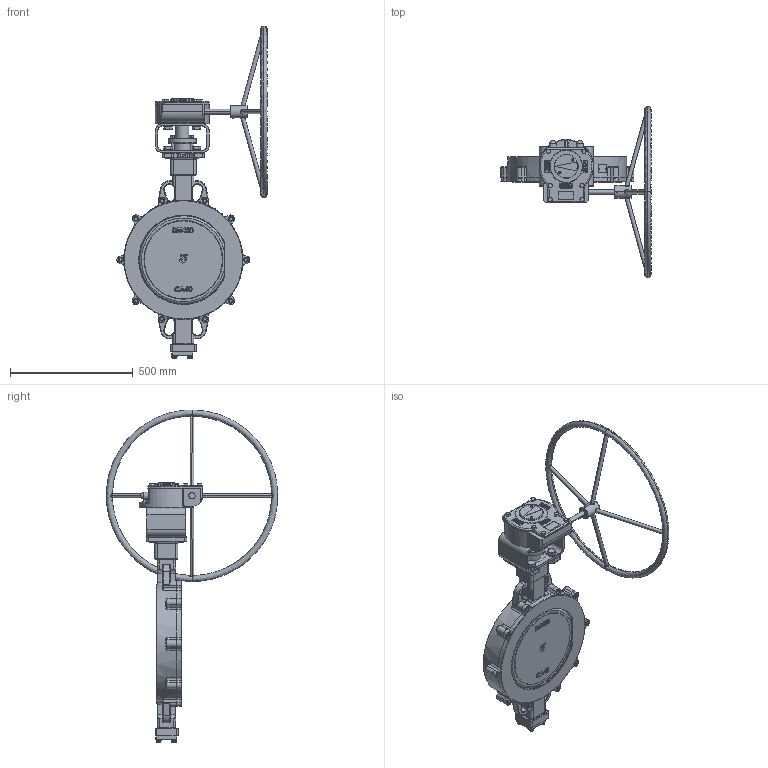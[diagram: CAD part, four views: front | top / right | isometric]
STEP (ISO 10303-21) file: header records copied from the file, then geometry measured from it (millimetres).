
FILE_DESCRIPTION(('HOOPS Exchange Step'),'2;1');
FILE_NAME('AK11_DN400_PN10-40-ANSI150_Getriebe.stp','2024-11-22T10:06:41+01:00',('nieru'),('Unknown organisation'),'HOOPS Exchange 2024.2','HOOPS Exchange','Unknown authorisation');
FILE_SCHEMA( ('AP203_CONFIGURATION_CONTROLLED_3D_DESIGN_OF_MECHANICAL_PARTS_AND_ASSEMBLIES_MIM_LF') );
Length unit declared in the file: millimetre
Products named in the file (14): 0; root
Assembly tree (13 placements, depth 4):
  root
    0
      0
      0
    0
      0
      0
      0
      0
        0
        0
        0
      0
        0
Bounding box: 612.2 x 698.07 x 1354.6 mm (x, y, z)
Volume: 22000947.9 mm3; surface area: 2158574.4 mm2
Topology: 86 solids, 88 shells, 3266 faces, 7795 edges, 4701 vertices
Faces by surface type: plane 984, cylinder 933, bspline 663, torus 415, cone 231, extrusion 25, sphere 15
Full cylindrical faces by diameter (mm): 5 x3, 9.853 x3, 12 x4, 16 x6, 18 x15, 20 x16, 21.1 x4, 22 x4, 24 x3, 27.7 x8, 30 x2, 33.6 x8, 41.371 x4, 42.371 x2, 55 x2, 55.809 x1, 76.559 x1, 115 x1, 120 x1, 364 x1, 368.677 x2, 405 x1, 486 x1
Entity records: 289194 total; most frequent: CARTESIAN_POINT 217427, ORIENTED_EDGE 15342, DIRECTION 13579, EDGE_CURVE 7671, AXIS2_PLACEMENT_3D 5335, VERTEX_POINT 4701, EDGE_LOOP 3472, FACE_BOUND 3472
